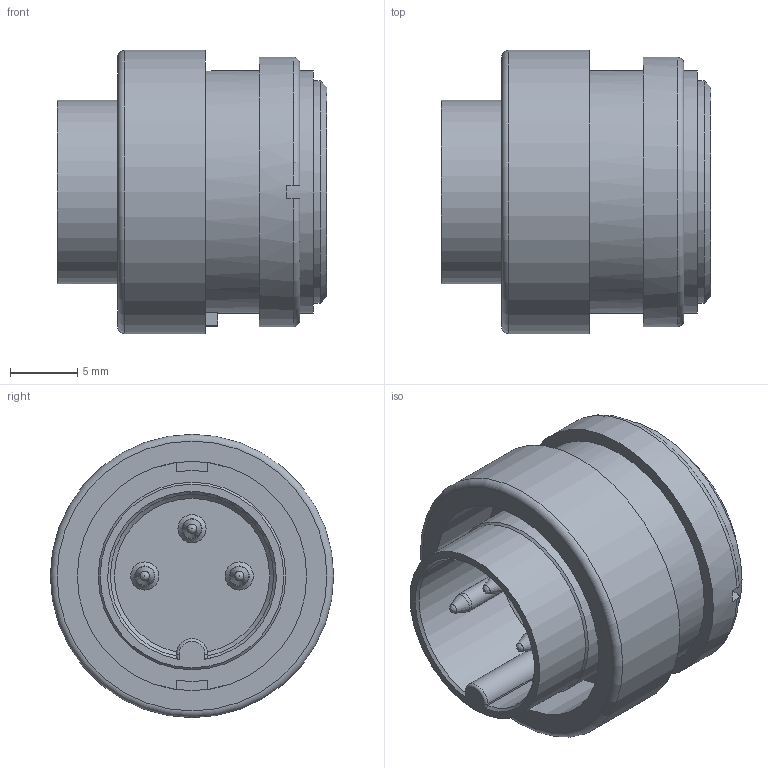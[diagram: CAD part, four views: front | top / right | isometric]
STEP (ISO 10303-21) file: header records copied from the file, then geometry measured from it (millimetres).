
FILE_DESCRIPTION(/* description */ (''),/* implementation_level */ '2;1');
FILE_NAME(/* name */ '99-0607-00-03_bg.stp',/* time_stamp */ '2010-08-02T11:11:34+02:00',/* author */ (''),/* organization */ (''),/* preprocessor_version */ 'ST-DEVELOPER v11',/* originating_system */ 'UGS - NX 5.0',/* authorisation */ '');
FILE_SCHEMA (('CONFIG_CONTROL_DESIGN'));
Length unit declared in the file: millimetre
Products named in the file (1): kborE6FFije3
Bounding box: 20 x 21 x 21 mm (x, y, z)
Volume: 3269.1 mm3; surface area: 3638.1 mm2
Topology: 2 solids, 2 shells, 113 faces, 268 edges, 167 vertices
Faces by surface type: plane 44, cylinder 36, cone 19, bspline 6, torus 4, sphere 4
Full cylindrical faces by diameter (mm): 1.2 x3, 1.4 x3, 1.49 x3, 1.9 x3, 13.6 x1, 13.9 x1, 16.5 x1, 17 x1, 17.188 x1, 18 x1, 18.1 x1, 20 x1, 21 x1
Entity records: 3583 total; most frequent: CARTESIAN_POINT 1198, DIRECTION 492, ORIENTED_EDGE 396, AXIS2_PLACEMENT_3D 211, EDGE_CURVE 198, EDGE_LOOP 180, VERTEX_POINT 148, FACE_BOUND 122
